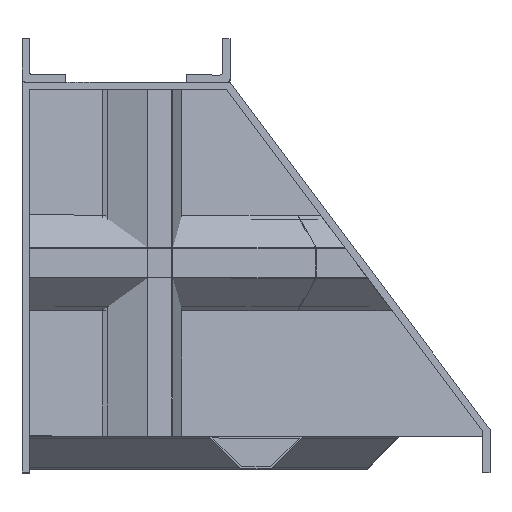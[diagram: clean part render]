
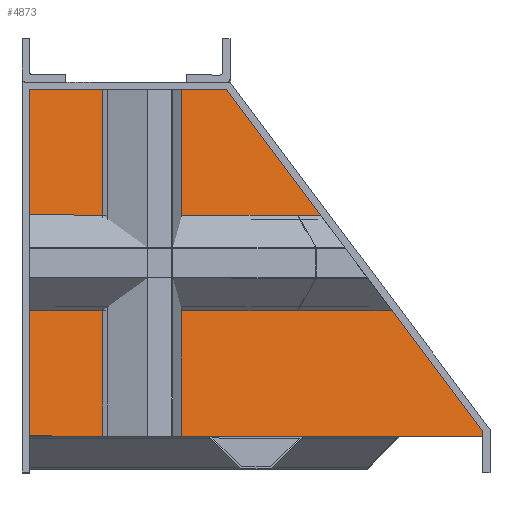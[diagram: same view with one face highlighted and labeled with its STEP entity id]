
A CAD part, top view. The second image highlights one B-rep face of the part: STEP entity #4873.
In plain terms, the highlighted planar face has unit normal (0.555, 0, 0.832).
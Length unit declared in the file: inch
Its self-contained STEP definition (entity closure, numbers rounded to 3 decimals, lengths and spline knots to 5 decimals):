
#69 = CARTESIAN_POINT ( 'NONE',  ( 15.95, 12., 1.06713 ) ) ;
#106 = EDGE_CURVE ( 'NONE', #4434, #5914, #4671, .T. ) ;
#139 = EDGE_CURVE ( 'NONE', #991, #5117, #386, .T. ) ;
#218 = ORIENTED_EDGE ( 'NONE', *, *, #3647, .T. ) ;
#386 = LINE ( 'NONE', #1401, #3797 ) ;
#407 = AXIS2_PLACEMENT_3D ( 'NONE', #1559, #5338, #4806 ) ;
#513 = EDGE_LOOP ( 'NONE', ( #4050, #218, #3874, #3756, #4816 ) ) ;
#538 = VECTOR ( 'NONE', #1970, 39.37008 ) ;
#991 = VERTEX_POINT ( 'NONE', #2965 ) ;
#1207 = CARTESIAN_POINT ( 'NONE',  ( 15.95, -0.25, 1.06713 ) ) ;
#1281 = LINE ( 'NONE', #4526, #1397 ) ;
#1397 = VECTOR ( 'NONE', #3993, 39.37008 ) ;
#1401 = CARTESIAN_POINT ( 'NONE',  ( 5.40021, 11.75, 8.10032 ) ) ;
#1549 = DIRECTION ( 'NONE',  ( 0., -1., 0. ) ) ;
#1559 = CARTESIAN_POINT ( 'NONE',  ( 16.33868, 12., 0.80801 ) ) ;
#1970 = DIRECTION ( 'NONE',  ( 0., 1., 0. ) ) ;
#2071 = CARTESIAN_POINT ( 'NONE',  ( 0.25, 11.75, 11.5338 ) ) ;
#2209 = EDGE_CURVE ( 'NONE', #991, #3225, #1281, .T. ) ;
#2743 = DIRECTION ( 'NONE',  ( -0.832, 0., 0.555 ) ) ;
#2836 = EDGE_CURVE ( 'NONE', #5117, #5914, #2970, .T. ) ;
#2948 = CARTESIAN_POINT ( 'NONE',  ( 0.25, 12., 11.5338 ) ) ;
#2965 = CARTESIAN_POINT ( 'NONE',  ( 7.075, 11.75, 6.9838 ) ) ;
#2970 = LINE ( 'NONE', #2948, #3128 ) ;
#3128 = VECTOR ( 'NONE', #1549, 39.37008 ) ;
#3225 = VERTEX_POINT ( 'NONE', #5294 ) ;
#3421 = FACE_OUTER_BOUND ( 'NONE', #513, .T. ) ;
#3647 = EDGE_CURVE ( 'NONE', #4434, #3225, #4341, .T. ) ;
#3756 = ORIENTED_EDGE ( 'NONE', *, *, #139, .T. ) ;
#3797 = VECTOR ( 'NONE', #5192, 39.37008 ) ;
#3874 = ORIENTED_EDGE ( 'NONE', *, *, #2209, .F. ) ;
#3993 = DIRECTION ( 'NONE',  ( 0.557, -0.743, -0.371 ) ) ;
#4050 = ORIENTED_EDGE ( 'NONE', *, *, #106, .F. ) ;
#4266 = CARTESIAN_POINT ( 'NONE',  ( 5.40021, -0.25, 8.10032 ) ) ;
#4341 = LINE ( 'NONE', #69, #538 ) ;
#4434 = VERTEX_POINT ( 'NONE', #1207 ) ;
#4526 = CARTESIAN_POINT ( 'NONE',  ( 11.12423, 6.35102, 4.28431 ) ) ;
#4671 = LINE ( 'NONE', #4266, #6082 ) ;
#4770 = PLANE ( 'NONE',  #407 ) ;
#4806 = DIRECTION ( 'NONE',  ( 0.832, 0., -0.555 ) ) ;
#4807 = CARTESIAN_POINT ( 'NONE',  ( 0.25, -0.25, 11.5338 ) ) ;
#4816 = ORIENTED_EDGE ( 'NONE', *, *, #2836, .T. ) ;
#4873 = ADVANCED_FACE ( 'NONE', ( #3421 ), #4770, .T. ) ;
#5117 = VERTEX_POINT ( 'NONE', #2071 ) ;
#5192 = DIRECTION ( 'NONE',  ( -0.832, 0., 0.555 ) ) ;
#5294 = CARTESIAN_POINT ( 'NONE',  ( 15.95, -0.08333, 1.06713 ) ) ;
#5338 = DIRECTION ( 'NONE',  ( 0.555, 0., 0.832 ) ) ;
#5914 = VERTEX_POINT ( 'NONE', #4807 ) ;
#6082 = VECTOR ( 'NONE', #2743, 39.37008 ) ;
